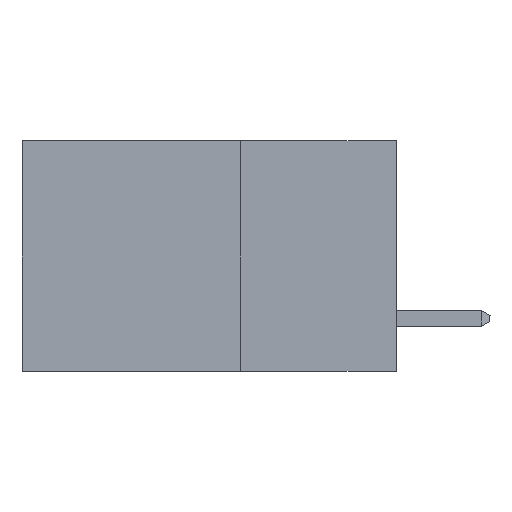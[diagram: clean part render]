
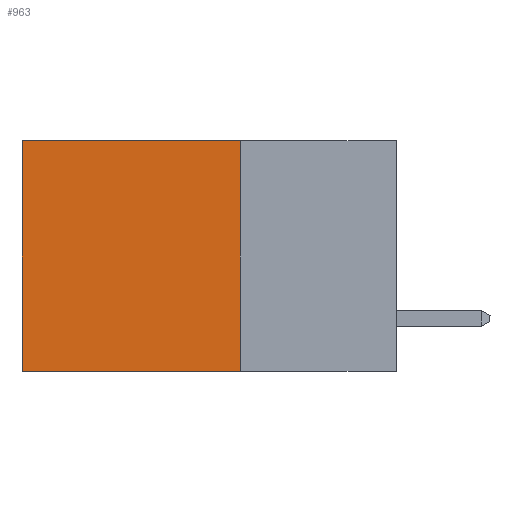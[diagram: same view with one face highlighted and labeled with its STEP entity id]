
A CAD part, left-side view. The second image highlights one B-rep face of the part: STEP entity #963.
In plain terms, the highlighted planar face has unit normal (-1, 0, 0).
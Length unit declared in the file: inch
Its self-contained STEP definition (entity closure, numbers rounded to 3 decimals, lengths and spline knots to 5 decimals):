
#272 = EDGE_LOOP ( 'NONE', ( #12870, #7499, #17114, #7119 ) ) ;
#963 = ADVANCED_FACE ( 'NONE', ( #16384 ), #5944, .F. ) ;
#1322 = CARTESIAN_POINT ( 'NONE',  ( 0.2615, 0.25, -0.37 ) ) ;
#1569 = EDGE_CURVE ( 'NONE', #12769, #8331, #17295, .T. ) ;
#1753 = EDGE_CURVE ( 'NONE', #13832, #11833, #13753, .T. ) ;
#3179 = DIRECTION ( 'NONE',  ( 1., 0., 0. ) ) ;
#3623 = DIRECTION ( 'NONE',  ( 0., 1., 0. ) ) ;
#5196 = EDGE_CURVE ( 'NONE', #12769, #13832, #13001, .T. ) ;
#5837 = VECTOR ( 'NONE', #3623, 39.37008 ) ;
#5944 = PLANE ( 'NONE',  #15227 ) ;
#6511 = LINE ( 'NONE', #12526, #13419 ) ;
#7046 = EDGE_CURVE ( 'NONE', #8331, #11833, #6511, .T. ) ;
#7119 = ORIENTED_EDGE ( 'NONE', *, *, #1569, .T. ) ;
#7499 = ORIENTED_EDGE ( 'NONE', *, *, #1753, .F. ) ;
#8187 = CARTESIAN_POINT ( 'NONE',  ( 0.2615, 0.6, 0. ) ) ;
#8331 = VERTEX_POINT ( 'NONE', #8187 ) ;
#8889 = DIRECTION ( 'NONE',  ( 0., 0., -1. ) ) ;
#9845 = CARTESIAN_POINT ( 'NONE',  ( 0.2615, 0.25, -0.37 ) ) ;
#9924 = VECTOR ( 'NONE', #16510, 39.37008 ) ;
#10346 = CARTESIAN_POINT ( 'NONE',  ( 0.2615, 0.25, -0.37 ) ) ;
#11102 = CARTESIAN_POINT ( 'NONE',  ( 0.2615, 0.25, 0. ) ) ;
#11833 = VERTEX_POINT ( 'NONE', #12658 ) ;
#12526 = CARTESIAN_POINT ( 'NONE',  ( 0.2615, 0.6, -0.37 ) ) ;
#12658 = CARTESIAN_POINT ( 'NONE',  ( 0.2615, 0.6, -0.37 ) ) ;
#12769 = VERTEX_POINT ( 'NONE', #16021 ) ;
#12870 = ORIENTED_EDGE ( 'NONE', *, *, #7046, .T. ) ;
#13001 = LINE ( 'NONE', #9845, #17783 ) ;
#13419 = VECTOR ( 'NONE', #18508, 39.37008 ) ;
#13545 = CARTESIAN_POINT ( 'NONE',  ( 0.2615, 0.25, -0.37 ) ) ;
#13753 = LINE ( 'NONE', #13545, #9924 ) ;
#13832 = VERTEX_POINT ( 'NONE', #10346 ) ;
#15227 = AXIS2_PLACEMENT_3D ( 'NONE', #1322, #3179, #8889 ) ;
#15758 = DIRECTION ( 'NONE',  ( 0., 0., -1. ) ) ;
#16021 = CARTESIAN_POINT ( 'NONE',  ( 0.2615, 0.25, 0. ) ) ;
#16384 = FACE_OUTER_BOUND ( 'NONE', #272, .T. ) ;
#16510 = DIRECTION ( 'NONE',  ( 0., 1., 0. ) ) ;
#17114 = ORIENTED_EDGE ( 'NONE', *, *, #5196, .F. ) ;
#17295 = LINE ( 'NONE', #11102, #5837 ) ;
#17783 = VECTOR ( 'NONE', #15758, 39.37008 ) ;
#18508 = DIRECTION ( 'NONE',  ( 0., 0., -1. ) ) ;
